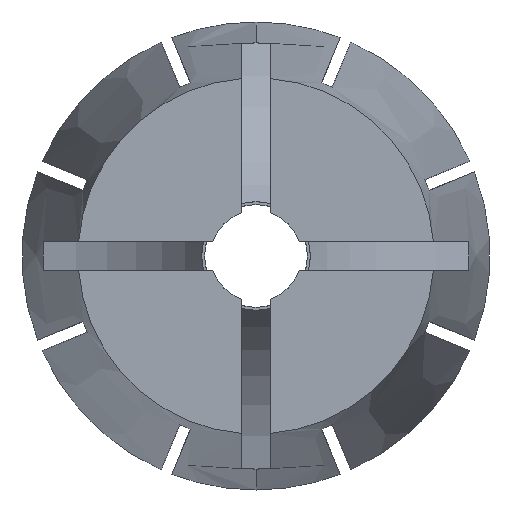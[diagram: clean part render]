
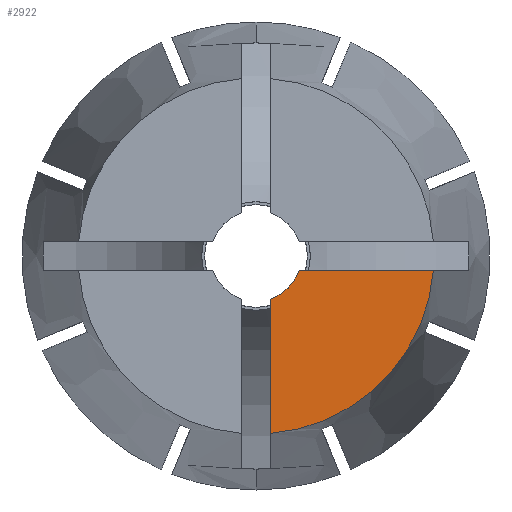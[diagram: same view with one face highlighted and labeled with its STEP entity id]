
A CAD part, left-side view. The second image highlights one B-rep face of the part: STEP entity #2922.
In plain terms, the highlighted planar face has unit normal (-1, 0, 0).
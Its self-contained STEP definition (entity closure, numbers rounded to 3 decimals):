
#104 = CARTESIAN_POINT ( 'NONE',  ( -46., -15.595, 0. ) ) ;
#145 = DIRECTION ( 'NONE',  ( 0., 0., 1. ) ) ;
#422 = VERTEX_POINT ( 'NONE', #1920 ) ;
#464 = DIRECTION ( 'NONE',  ( -1., 0., 0. ) ) ;
#475 = PLANE ( 'NONE',  #1618 ) ;
#651 = VERTEX_POINT ( 'NONE', #2592 ) ;
#682 = CARTESIAN_POINT ( 'NONE',  ( -46., -15.545, -1.25 ) ) ;
#782 = CARTESIAN_POINT ( 'NONE',  ( -46., -1.25, -15.545 ) ) ;
#824 = EDGE_CURVE ( 'NONE', #422, #651, #3264, .T. ) ;
#830 = EDGE_CURVE ( 'NONE', #651, #3421, #3279, .T. ) ;
#837 = EDGE_CURVE ( 'NONE', #422, #2062, #3284, .T. ) ;
#1084 = ORIENTED_EDGE ( 'NONE', *, *, #4059, .F. ) ;
#1348 = ORIENTED_EDGE ( 'NONE', *, *, #824, .T. ) ;
#1459 = ORIENTED_EDGE ( 'NONE', *, *, #830, .T. ) ;
#1482 = CIRCLE ( 'NONE', #1998, 15.595 ) ;
#1618 = AXIS2_PLACEMENT_3D ( 'NONE', #104, #464, #145 ) ;
#1920 = CARTESIAN_POINT ( 'NONE',  ( -46., -3.773, -1.25 ) ) ;
#1998 = AXIS2_PLACEMENT_3D ( 'NONE', #2436, #2430, #2428 ) ;
#2062 = VERTEX_POINT ( 'NONE', #682 ) ;
#2367 = FACE_OUTER_BOUND ( 'NONE', #2682, .T. ) ;
#2428 = DIRECTION ( 'NONE',  ( 0., 0., -1. ) ) ;
#2430 = DIRECTION ( 'NONE',  ( 1., 0., 0. ) ) ;
#2436 = CARTESIAN_POINT ( 'NONE',  ( -46., 0., 0. ) ) ;
#2592 = CARTESIAN_POINT ( 'NONE',  ( -46., -1.25, -3.773 ) ) ;
#2682 = EDGE_LOOP ( 'NONE', ( #1348, #1459, #1084, #3925 ) ) ;
#2922 = ADVANCED_FACE ( 'NONE', ( #2367 ), #475, .T. ) ;
#2957 = AXIS2_PLACEMENT_3D ( 'NONE', #3312, #3190, #3306 ) ;
#3001 = CARTESIAN_POINT ( 'NONE',  ( -46., -1.25, 0. ) ) ;
#3190 = DIRECTION ( 'NONE',  ( 1., 0., 0. ) ) ;
#3238 = DIRECTION ( 'NONE',  ( 0., 0., -1. ) ) ;
#3253 = VECTOR ( 'NONE', #3423, 1000. ) ;
#3258 = VECTOR ( 'NONE', #3238, 1000. ) ;
#3264 = CIRCLE ( 'NONE', #2957, 3.975 ) ;
#3279 = LINE ( 'NONE', #3001, #3258 ) ;
#3284 = LINE ( 'NONE', #3344, #3253 ) ;
#3306 = DIRECTION ( 'NONE',  ( 0., 0., -1. ) ) ;
#3312 = CARTESIAN_POINT ( 'NONE',  ( -46., 0., 0. ) ) ;
#3344 = CARTESIAN_POINT ( 'NONE',  ( -46., -15.595, -1.25 ) ) ;
#3421 = VERTEX_POINT ( 'NONE', #782 ) ;
#3423 = DIRECTION ( 'NONE',  ( 0., -1., 0. ) ) ;
#3925 = ORIENTED_EDGE ( 'NONE', *, *, #837, .F. ) ;
#4059 = EDGE_CURVE ( 'NONE', #2062, #3421, #1482, .T. ) ;
